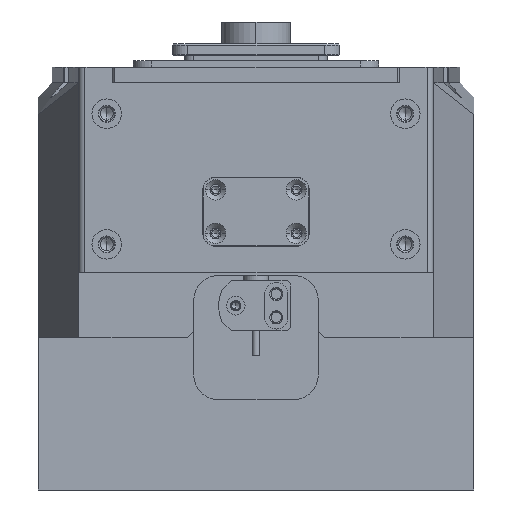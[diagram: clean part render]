
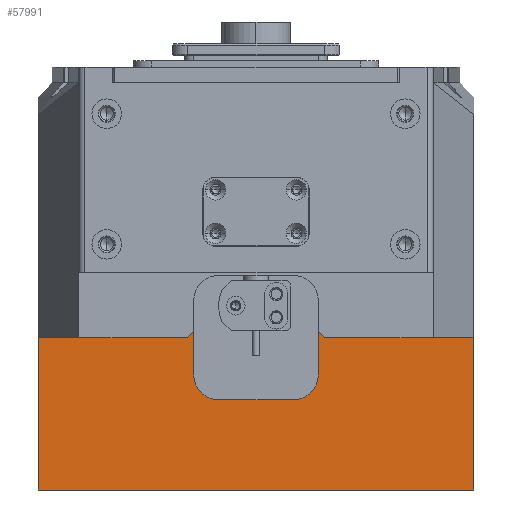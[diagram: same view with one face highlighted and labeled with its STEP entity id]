
A CAD part, left-side view. The second image highlights one B-rep face of the part: STEP entity #57991.
In plain terms, the highlighted planar face has unit normal (-1, 0, 0).
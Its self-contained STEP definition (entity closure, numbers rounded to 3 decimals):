
#845 = LINE ( 'NONE', #19833, #6474 ) ;
#1906 = VERTEX_POINT ( 'NONE', #26269 ) ;
#2064 = VECTOR ( 'NONE', #11457, 1000. ) ;
#2778 = CARTESIAN_POINT ( 'NONE',  ( -123., -70., 0. ) ) ;
#2911 = ORIENTED_EDGE ( 'NONE', *, *, #42112, .T. ) ;
#3191 = VECTOR ( 'NONE', #39953, 1000. ) ;
#3506 = CARTESIAN_POINT ( 'NONE',  ( -123., 20., 51. ) ) ;
#4411 = LINE ( 'NONE', #14009, #14241 ) ;
#4938 = CARTESIAN_POINT ( 'NONE',  ( -123., 12., 29. ) ) ;
#4980 = CARTESIAN_POINT ( 'NONE',  ( -123., -22., 49. ) ) ;
#5198 = ORIENTED_EDGE ( 'NONE', *, *, #20583, .F. ) ;
#5229 = VECTOR ( 'NONE', #29543, 1000. ) ;
#5879 = DIRECTION ( 'NONE',  ( 0., -1., 0. ) ) ;
#6474 = VECTOR ( 'NONE', #5879, 1000. ) ;
#7535 = DIRECTION ( 'NONE',  ( 0., 0., 1. ) ) ;
#8144 = CARTESIAN_POINT ( 'NONE',  ( -123., 70., 131. ) ) ;
#8303 = EDGE_CURVE ( 'NONE', #1906, #29230, #14023, .T. ) ;
#8652 = EDGE_LOOP ( 'NONE', ( #17264, #55429, #49266, #5198, #29702, #12076, #45633, #45861, #19647, #9874, #2911, #42449 ) ) ;
#8749 = LINE ( 'NONE', #23866, #28450 ) ;
#9021 = PLANE ( 'NONE',  #29060 ) ;
#9410 = DIRECTION ( 'NONE',  ( 1., 0., 0. ) ) ;
#9874 = ORIENTED_EDGE ( 'NONE', *, *, #50106, .F. ) ;
#9942 = CARTESIAN_POINT ( 'NONE',  ( -123., -5.605, 76.605 ) ) ;
#11457 = DIRECTION ( 'NONE',  ( 0., 1., 0. ) ) ;
#11848 = VERTEX_POINT ( 'NONE', #4980 ) ;
#12076 = ORIENTED_EDGE ( 'NONE', *, *, #52793, .T. ) ;
#12816 = VERTEX_POINT ( 'NONE', #4938 ) ;
#12991 = VERTEX_POINT ( 'NONE', #52268 ) ;
#14009 = CARTESIAN_POINT ( 'NONE',  ( -123., -100., 49. ) ) ;
#14023 = LINE ( 'NONE', #47567, #2064 ) ;
#14181 = CARTESIAN_POINT ( 'NONE',  ( -123., -20., 51. ) ) ;
#14241 = VECTOR ( 'NONE', #27580, 1000. ) ;
#14451 = VERTEX_POINT ( 'NONE', #14181 ) ;
#15024 = DIRECTION ( 'NONE',  ( 0., 0., -1. ) ) ;
#16907 = VECTOR ( 'NONE', #41341, 1000. ) ;
#17264 = ORIENTED_EDGE ( 'NONE', *, *, #25888, .F. ) ;
#17462 = VERTEX_POINT ( 'NONE', #2778 ) ;
#17578 = CIRCLE ( 'NONE', #40964, 8. ) ;
#17915 = DIRECTION ( 'NONE',  ( 0., 0., -1. ) ) ;
#19246 = CARTESIAN_POINT ( 'NONE',  ( -123., -70., 49. ) ) ;
#19360 = EDGE_CURVE ( 'NONE', #12816, #50582, #845, .T. ) ;
#19647 = ORIENTED_EDGE ( 'NONE', *, *, #25929, .F. ) ;
#19811 = FACE_OUTER_BOUND ( 'NONE', #8652, .T. ) ;
#19833 = CARTESIAN_POINT ( 'NONE',  ( -123., -100., 29. ) ) ;
#20583 = EDGE_CURVE ( 'NONE', #26382, #12816, #25316, .T. ) ;
#20931 = VECTOR ( 'NONE', #22948, 1000. ) ;
#21825 = CARTESIAN_POINT ( 'NONE',  ( -123., 12., 37. ) ) ;
#22948 = DIRECTION ( 'NONE',  ( 0., 0.707, 0.707 ) ) ;
#23866 = CARTESIAN_POINT ( 'NONE',  ( -123., -70., 131. ) ) ;
#24470 = DIRECTION ( 'NONE',  ( 0., 0., -1. ) ) ;
#25316 = CIRCLE ( 'NONE', #55974, 8. ) ;
#25623 = CARTESIAN_POINT ( 'NONE',  ( -123., 0., 0. ) ) ;
#25888 = EDGE_CURVE ( 'NONE', #12991, #14451, #50244, .T. ) ;
#25929 = EDGE_CURVE ( 'NONE', #17462, #32622, #54508, .T. ) ;
#26269 = CARTESIAN_POINT ( 'NONE',  ( -123., 22., 49. ) ) ;
#26382 = VERTEX_POINT ( 'NONE', #37744 ) ;
#27253 = CARTESIAN_POINT ( 'NONE',  ( -123., 20., -17.79 ) ) ;
#27580 = DIRECTION ( 'NONE',  ( 0., 1., 0. ) ) ;
#28450 = VECTOR ( 'NONE', #37394, 1000. ) ;
#29017 = VERTEX_POINT ( 'NONE', #19246 ) ;
#29060 = AXIS2_PLACEMENT_3D ( 'NONE', #49695, #9410, #36513 ) ;
#29230 = VERTEX_POINT ( 'NONE', #52626 ) ;
#29543 = DIRECTION ( 'NONE',  ( 0., 1., 0. ) ) ;
#29702 = ORIENTED_EDGE ( 'NONE', *, *, #52706, .F. ) ;
#29938 = CARTESIAN_POINT ( 'NONE',  ( -123., -20., -17.79 ) ) ;
#30241 = LINE ( 'NONE', #27253, #34456 ) ;
#32481 = CARTESIAN_POINT ( 'NONE',  ( -123., 70., 0. ) ) ;
#32622 = VERTEX_POINT ( 'NONE', #32481 ) ;
#32976 = EDGE_CURVE ( 'NONE', #32622, #29230, #49616, .T. ) ;
#34456 = VECTOR ( 'NONE', #15024, 1000. ) ;
#36513 = DIRECTION ( 'NONE',  ( 0., 0., -1. ) ) ;
#37394 = DIRECTION ( 'NONE',  ( 0., 0., -1. ) ) ;
#37744 = CARTESIAN_POINT ( 'NONE',  ( -123., 20., 37. ) ) ;
#37784 = LINE ( 'NONE', #49456, #20931 ) ;
#38959 = VECTOR ( 'NONE', #7535, 1000. ) ;
#39953 = DIRECTION ( 'NONE',  ( 0., 0., 1. ) ) ;
#40266 = DIRECTION ( 'NONE',  ( -1., 0., 0. ) ) ;
#40964 = AXIS2_PLACEMENT_3D ( 'NONE', #42321, #51392, #24470 ) ;
#41159 = VERTEX_POINT ( 'NONE', #3506 ) ;
#41341 = DIRECTION ( 'NONE',  ( 0., 0.707, -0.707 ) ) ;
#42112 = EDGE_CURVE ( 'NONE', #29017, #11848, #4411, .T. ) ;
#42321 = CARTESIAN_POINT ( 'NONE',  ( -123., -12., 37. ) ) ;
#42449 = ORIENTED_EDGE ( 'NONE', *, *, #46027, .T. ) ;
#45112 = EDGE_CURVE ( 'NONE', #50582, #12991, #17578, .T. ) ;
#45633 = ORIENTED_EDGE ( 'NONE', *, *, #8303, .T. ) ;
#45861 = ORIENTED_EDGE ( 'NONE', *, *, #32976, .F. ) ;
#46027 = EDGE_CURVE ( 'NONE', #11848, #14451, #37784, .T. ) ;
#47567 = CARTESIAN_POINT ( 'NONE',  ( -123., -100., 49. ) ) ;
#49266 = ORIENTED_EDGE ( 'NONE', *, *, #19360, .F. ) ;
#49456 = CARTESIAN_POINT ( 'NONE',  ( -123., -94.395, -23.395 ) ) ;
#49616 = LINE ( 'NONE', #8144, #3191 ) ;
#49695 = CARTESIAN_POINT ( 'NONE',  ( -123., -100., -17.79 ) ) ;
#49741 = CARTESIAN_POINT ( 'NONE',  ( -123., -12., 29. ) ) ;
#50106 = EDGE_CURVE ( 'NONE', #29017, #17462, #8749, .T. ) ;
#50244 = LINE ( 'NONE', #29938, #38959 ) ;
#50582 = VERTEX_POINT ( 'NONE', #49741 ) ;
#51392 = DIRECTION ( 'NONE',  ( -1., 0., 0. ) ) ;
#52268 = CARTESIAN_POINT ( 'NONE',  ( -123., -20., 37. ) ) ;
#52626 = CARTESIAN_POINT ( 'NONE',  ( -123., 70., 49. ) ) ;
#52706 = EDGE_CURVE ( 'NONE', #41159, #26382, #30241, .T. ) ;
#52793 = EDGE_CURVE ( 'NONE', #41159, #1906, #54217, .T. ) ;
#54217 = LINE ( 'NONE', #9942, #16907 ) ;
#54508 = LINE ( 'NONE', #25623, #5229 ) ;
#55429 = ORIENTED_EDGE ( 'NONE', *, *, #45112, .F. ) ;
#55974 = AXIS2_PLACEMENT_3D ( 'NONE', #21825, #40266, #17915 ) ;
#57991 = ADVANCED_FACE ( 'NONE', ( #19811 ), #9021, .F. ) ;
